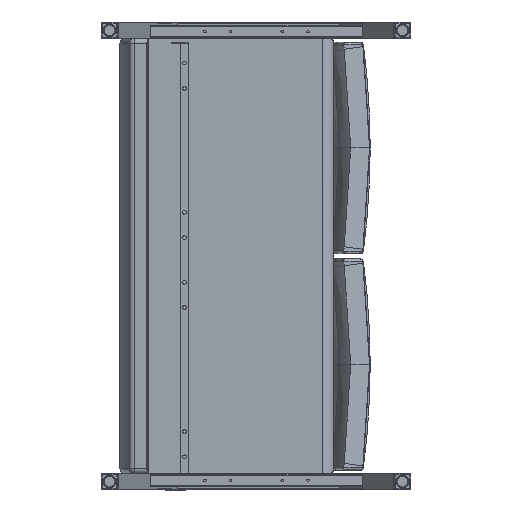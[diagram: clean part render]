
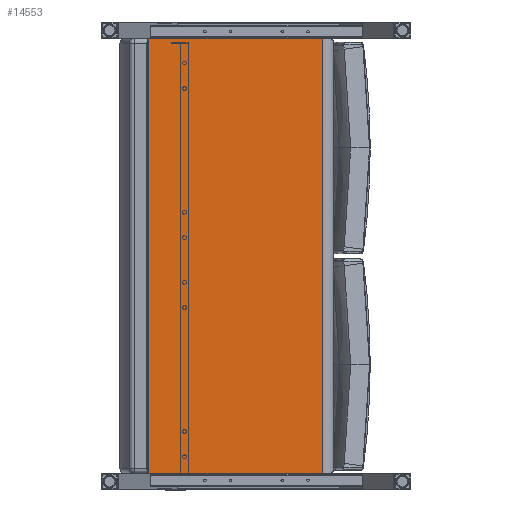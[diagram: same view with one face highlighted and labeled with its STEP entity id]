
A CAD part, front view. The second image highlights one B-rep face of the part: STEP entity #14553.
In plain terms, the highlighted face is planar.
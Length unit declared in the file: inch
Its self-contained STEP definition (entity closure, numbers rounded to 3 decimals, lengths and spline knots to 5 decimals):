
#1354=PLANE('',#15790);
#1627=LINE('',#21527,#2450);
#1643=LINE('',#21661,#2466);
#1649=LINE('',#21748,#2472);
#1650=LINE('',#21750,#2473);
#2450=VECTOR('',#17499,0.3937);
#2466=VECTOR('',#17575,0.3937);
#2472=VECTOR('',#17637,0.3937);
#2473=VECTOR('',#17640,0.3937);
#3536=FACE_OUTER_BOUND('',#4598,.T.);
#4598=EDGE_LOOP('',(#10174,#10175,#10176,#10177));
#6486=VERTEX_POINT('',#21515);
#6487=VERTEX_POINT('',#21526);
#6511=VERTEX_POINT('',#21649);
#6512=VERTEX_POINT('',#21660);
#7787=EDGE_CURVE('',#6486,#6487,#1627,.T.);
#7826=EDGE_CURVE('',#6511,#6512,#1643,.T.);
#7851=EDGE_CURVE('',#6511,#6487,#1649,.T.);
#7852=EDGE_CURVE('',#6512,#6486,#1650,.T.);
#10174=ORIENTED_EDGE('',*,*,#7787,.F.);
#10175=ORIENTED_EDGE('',*,*,#7852,.F.);
#10176=ORIENTED_EDGE('',*,*,#7826,.F.);
#10177=ORIENTED_EDGE('',*,*,#7851,.T.);
#14553=ADVANCED_FACE('',(#3536),#1354,.T.);
#15790=AXIS2_PLACEMENT_3D('',#21749,#17638,#17639);
#17499=DIRECTION('',(1.,0.,0.));
#17575=DIRECTION('',(-1.,0.,0.));
#17637=DIRECTION('',(0.,0.,1.));
#17638=DIRECTION('center_axis',(0.,-1.,0.));
#17639=DIRECTION('ref_axis',(1.,0.,0.));
#17640=DIRECTION('',(0.,0.,1.));
#21515=CARTESIAN_POINT('',(-12.08332,0.79731,42.21618));
#21526=CARTESIAN_POINT('',(4.79085,0.79731,42.21618));
#21527=CARTESIAN_POINT('',(-9.14642,0.79731,42.21618));
#21649=CARTESIAN_POINT('',(4.79085,0.79731,0.03382));
#21660=CARTESIAN_POINT('',(-12.08332,0.79731,0.03382));
#21661=CARTESIAN_POINT('',(-9.14642,0.79731,0.03382));
#21748=CARTESIAN_POINT('',(4.79085,0.79731,0.));
#21749=CARTESIAN_POINT('Origin',(-12.08332,0.79731,0.));
#21750=CARTESIAN_POINT('',(-12.08332,0.79731,0.));
